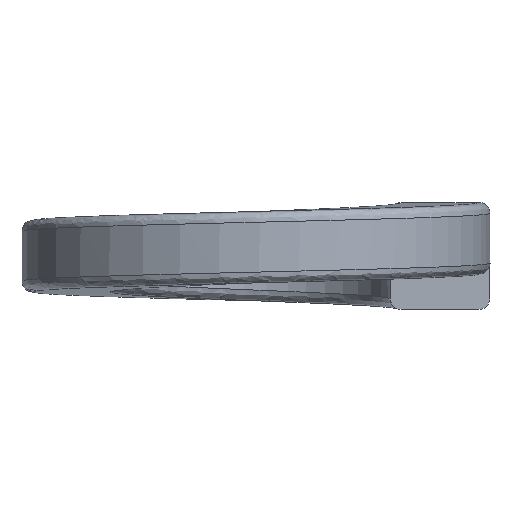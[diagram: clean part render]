
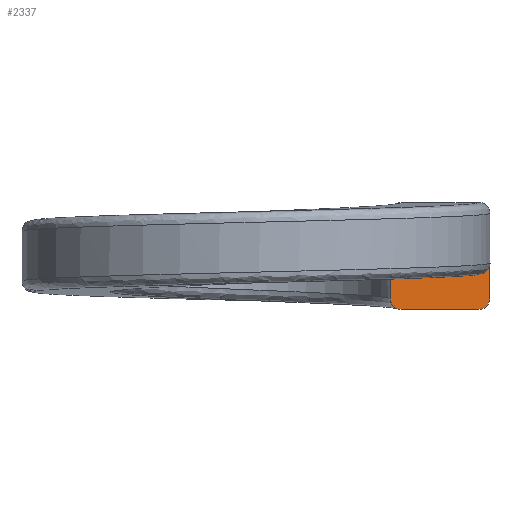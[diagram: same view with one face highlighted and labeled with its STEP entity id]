
A CAD part, left-side view. The second image highlights one B-rep face of the part: STEP entity #2337.
In plain terms, the highlighted planar face has unit normal (-0.998, -0.062, 0).
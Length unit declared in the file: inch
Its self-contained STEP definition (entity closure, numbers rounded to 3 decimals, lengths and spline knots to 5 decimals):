
#919=CARTESIAN_POINT('',(0.01222,-0.19612,
0.06761));
#920=CARTESIAN_POINT('',(0.01222,-0.19612,
0.06625));
#921=CARTESIAN_POINT('',(0.01224,-0.19645,
0.06362));
#922=CARTESIAN_POINT('',(0.01234,-0.19806,
0.05968));
#923=CARTESIAN_POINT('',(0.01249,-0.20056,
0.05645));
#924=CARTESIAN_POINT('',(0.01269,-0.20379,
0.05394));
#925=CARTESIAN_POINT('',(0.01294,-0.20771,
0.05233));
#926=CARTESIAN_POINT('',(0.0131,-0.21033,
0.052));
#927=CARTESIAN_POINT('',(0.01319,-0.21169,
0.052));
#929=DIRECTION('',(0.,0.,-1.));
#930=VECTOR('',#929,0.07278);
#931=CARTESIAN_POINT('',(0.01222,-0.19612,
0.14039));
#932=LINE('',#931,#930);
#933=CARTESIAN_POINT('',(0.01319,-0.21169,0.156));
#934=CARTESIAN_POINT('',(0.0131,-0.21033,0.156));
#935=CARTESIAN_POINT('',(0.01294,-0.20771,
0.15567));
#936=CARTESIAN_POINT('',(0.01269,-0.20378,
0.15405));
#937=CARTESIAN_POINT('',(0.01249,-0.20056,
0.15155));
#938=CARTESIAN_POINT('',(0.01234,-0.19806,
0.14831));
#939=CARTESIAN_POINT('',(0.01224,-0.19645,
0.14439));
#940=CARTESIAN_POINT('',(0.01222,-0.19612,
0.14175));
#941=CARTESIAN_POINT('',(0.01222,-0.19612,
0.14039));
#943=DIRECTION('',(-0.062,0.998,0.));
#944=VECTOR('',#943,0.1138);
#945=CARTESIAN_POINT('',(0.02026,-0.32527,0.156));
#946=LINE('',#945,#944);
#947=CARTESIAN_POINT('',(0.02123,-0.34084,
0.14039));
#948=CARTESIAN_POINT('',(0.02123,-0.34084,
0.14175));
#949=CARTESIAN_POINT('',(0.02121,-0.34051,
0.14439));
#950=CARTESIAN_POINT('',(0.02111,-0.3389,
0.14832));
#951=CARTESIAN_POINT('',(0.02095,-0.3364,
0.15155));
#952=CARTESIAN_POINT('',(0.02075,-0.33317,
0.15406));
#953=CARTESIAN_POINT('',(0.02051,-0.32925,
0.15567));
#954=CARTESIAN_POINT('',(0.02035,-0.32663,0.156));
#955=CARTESIAN_POINT('',(0.02026,-0.32527,0.156));
#957=DIRECTION('',(0.,0.,1.));
#958=VECTOR('',#957,0.07279);
#959=CARTESIAN_POINT('',(0.02123,-0.34084,
0.06761));
#960=LINE('',#959,#958);
#961=CARTESIAN_POINT('',(0.02026,-0.32527,0.052));
#962=CARTESIAN_POINT('',(0.02035,-0.32662,
0.052));
#963=CARTESIAN_POINT('',(0.02051,-0.32925,
0.05233));
#964=CARTESIAN_POINT('',(0.02075,-0.33318,
0.05395));
#965=CARTESIAN_POINT('',(0.02095,-0.3364,
0.05645));
#966=CARTESIAN_POINT('',(0.02111,-0.3389,
0.05968));
#967=CARTESIAN_POINT('',(0.02121,-0.34051,
0.06361));
#968=CARTESIAN_POINT('',(0.02123,-0.34084,
0.06625));
#969=CARTESIAN_POINT('',(0.02123,-0.34084,
0.06761));
#971=DIRECTION('',(0.062,-0.998,0.));
#972=VECTOR('',#971,0.1138);
#973=CARTESIAN_POINT('',(0.01319,-0.21169,
0.052));
#974=LINE('',#973,#972);
#994=VERTEX_POINT('',#919);
#995=VERTEX_POINT('',#927);
#1000=VERTEX_POINT('',#933);
#1001=VERTEX_POINT('',#941);
#1006=VERTEX_POINT('',#961);
#1007=VERTEX_POINT('',#969);
#1012=VERTEX_POINT('',#947);
#1013=VERTEX_POINT('',#955);
#2319=CARTESIAN_POINT('',(0.02123,-0.34084,0.052));
#2320=DIRECTION('',(-0.998,-0.062,0.));
#2321=DIRECTION('',(-0.062,0.998,0.));
#2322=AXIS2_PLACEMENT_3D('',#2319,#2320,#2321);
#2323=PLANE('',#2322);
#2324=ORIENTED_EDGE('',*,*,#2311,.F.);
#2325=ORIENTED_EDGE('',*,*,#1256,.F.);
#2327=ORIENTED_EDGE('',*,*,#2326,.F.);
#2328=ORIENTED_EDGE('',*,*,#1560,.F.);
#2330=ORIENTED_EDGE('',*,*,#2329,.F.);
#2331=ORIENTED_EDGE('',*,*,#1798,.F.);
#2333=ORIENTED_EDGE('',*,*,#2332,.F.);
#2334=ORIENTED_EDGE('',*,*,#2105,.F.);
#2335=EDGE_LOOP('',(#2324,#2325,#2327,#2328,#2330,#2331,#2333,#2334));
#2336=FACE_OUTER_BOUND('',#2335,.F.);
#928=B_SPLINE_CURVE_WITH_KNOTS('',3,(#919,#920,#921,#922,#923,#924,#925,#926,
#927),.UNSPECIFIED.,.F.,.F.,(4,1,1,1,1,1,4),(0.,0.16667,
0.33333,0.5,0.66667,0.83333,1.),
.UNSPECIFIED.);
#942=B_SPLINE_CURVE_WITH_KNOTS('',3,(#933,#934,#935,#936,#937,#938,#939,#940,
#941),.UNSPECIFIED.,.F.,.F.,(4,1,1,1,1,1,4),(0.,0.16667,
0.33333,0.5,0.66667,0.83333,1.),
.UNSPECIFIED.);
#956=B_SPLINE_CURVE_WITH_KNOTS('',3,(#947,#948,#949,#950,#951,#952,#953,#954,
#955),.UNSPECIFIED.,.F.,.F.,(4,1,1,1,1,1,4),(0.,0.16667,
0.33333,0.5,0.66667,0.83333,1.),
.UNSPECIFIED.);
#970=B_SPLINE_CURVE_WITH_KNOTS('',3,(#961,#962,#963,#964,#965,#966,#967,#968,
#969),.UNSPECIFIED.,.F.,.F.,(4,1,1,1,1,1,4),(0.,0.16667,
0.33333,0.5,0.66667,0.83333,1.),
.UNSPECIFIED.);
#1256=EDGE_CURVE('',#1001,#994,#932,.T.);
#1560=EDGE_CURVE('',#1013,#1000,#946,.T.);
#1798=EDGE_CURVE('',#1007,#1012,#960,.T.);
#2105=EDGE_CURVE('',#995,#1006,#974,.T.);
#2311=EDGE_CURVE('',#994,#995,#928,.T.);
#2326=EDGE_CURVE('',#1000,#1001,#942,.T.);
#2329=EDGE_CURVE('',#1012,#1013,#956,.T.);
#2332=EDGE_CURVE('',#1006,#1007,#970,.T.);
#2337=ADVANCED_FACE('',(#2336),#2323,.T.);
